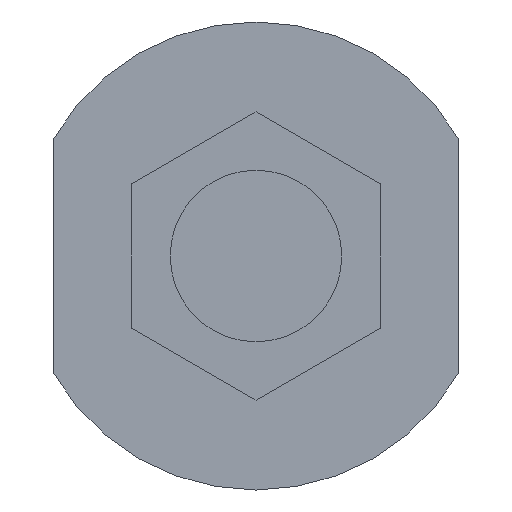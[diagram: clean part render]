
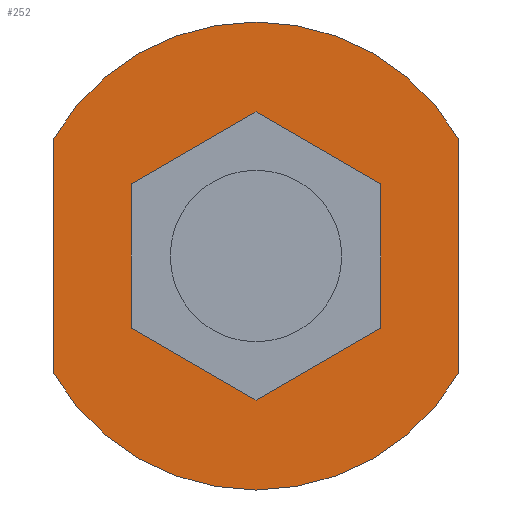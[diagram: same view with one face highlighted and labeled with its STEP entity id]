
A CAD part, front view. The second image highlights one B-rep face of the part: STEP entity #252.
In plain terms, the highlighted planar face has unit normal (0, -1, 0).
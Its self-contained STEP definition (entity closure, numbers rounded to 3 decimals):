
#19=FACE_BOUND('',#49,.T.);
#23=CIRCLE('',#271,7.5);
#24=CIRCLE('',#272,7.5);
#32=FACE_OUTER_BOUND('',#48,.T.);
#48=EDGE_LOOP('',(#180,#181,#182,#183));
#49=EDGE_LOOP('',(#184,#185,#186,#187,#188,#189));
#67=LINE('',#373,#91);
#70=LINE('',#384,#94);
#72=LINE('',#391,#96);
#73=LINE('',#393,#97);
#74=LINE('',#395,#98);
#75=LINE('',#397,#99);
#76=LINE('',#399,#100);
#77=LINE('',#400,#101);
#91=VECTOR('',#296,10.);
#94=VECTOR('',#301,10.);
#96=VECTOR('',#309,10.);
#97=VECTOR('',#310,10.);
#98=VECTOR('',#311,10.);
#99=VECTOR('',#312,10.);
#100=VECTOR('',#313,10.);
#101=VECTOR('',#314,10.);
#118=VERTEX_POINT('',#370);
#119=VERTEX_POINT('',#372);
#122=VERTEX_POINT('',#381);
#123=VERTEX_POINT('',#383);
#124=VERTEX_POINT('',#389);
#125=VERTEX_POINT('',#390);
#126=VERTEX_POINT('',#392);
#127=VERTEX_POINT('',#394);
#128=VERTEX_POINT('',#396);
#129=VERTEX_POINT('',#398);
#141=EDGE_CURVE('',#119,#118,#67,.T.);
#145=EDGE_CURVE('',#123,#122,#70,.T.);
#147=EDGE_CURVE('',#123,#118,#23,.T.);
#148=EDGE_CURVE('',#119,#122,#24,.T.);
#149=EDGE_CURVE('',#124,#125,#72,.T.);
#150=EDGE_CURVE('',#125,#126,#73,.T.);
#151=EDGE_CURVE('',#126,#127,#74,.T.);
#152=EDGE_CURVE('',#127,#128,#75,.T.);
#153=EDGE_CURVE('',#128,#129,#76,.T.);
#154=EDGE_CURVE('',#129,#124,#77,.T.);
#180=ORIENTED_EDGE('',*,*,#141,.T.);
#181=ORIENTED_EDGE('',*,*,#147,.F.);
#182=ORIENTED_EDGE('',*,*,#145,.T.);
#183=ORIENTED_EDGE('',*,*,#148,.F.);
#184=ORIENTED_EDGE('',*,*,#149,.T.);
#185=ORIENTED_EDGE('',*,*,#150,.T.);
#186=ORIENTED_EDGE('',*,*,#151,.T.);
#187=ORIENTED_EDGE('',*,*,#152,.T.);
#188=ORIENTED_EDGE('',*,*,#153,.T.);
#189=ORIENTED_EDGE('',*,*,#154,.T.);
#240=PLANE('',#270);
#252=ADVANCED_FACE('',(#32,#19),#240,.F.);
#270=AXIS2_PLACEMENT_3D('',#386,#303,#304);
#271=AXIS2_PLACEMENT_3D('',#387,#305,#306);
#272=AXIS2_PLACEMENT_3D('',#388,#307,#308);
#296=DIRECTION('',(0.,0.,1.));
#301=DIRECTION('',(0.,0.,-1.));
#303=DIRECTION('center_axis',(0.,1.,0.));
#304=DIRECTION('ref_axis',(1.,0.,0.));
#305=DIRECTION('center_axis',(0.,1.,0.));
#306=DIRECTION('ref_axis',(1.,0.,0.));
#307=DIRECTION('center_axis',(0.,1.,0.));
#308=DIRECTION('ref_axis',(1.,0.,0.));
#309=DIRECTION('',(0.866,0.,-0.5));
#310=DIRECTION('',(0.,0.,-1.));
#311=DIRECTION('',(-0.866,0.,-0.5));
#312=DIRECTION('',(-0.866,0.,0.5));
#313=DIRECTION('',(0.,0.,1.));
#314=DIRECTION('',(0.866,0.,0.5));
#370=CARTESIAN_POINT('',(6.5,0.,3.742));
#372=CARTESIAN_POINT('',(6.5,0.,-3.742));
#373=CARTESIAN_POINT('',(6.5,0.,-1.871));
#381=CARTESIAN_POINT('',(-6.5,0.,-3.742));
#383=CARTESIAN_POINT('',(-6.5,0.,3.742));
#384=CARTESIAN_POINT('',(-6.5,0.,1.871));
#386=CARTESIAN_POINT('Origin',(3.75,0.,0.));
#387=CARTESIAN_POINT('Origin',(0.,0.,0.));
#388=CARTESIAN_POINT('Origin',(0.,0.,0.));
#389=CARTESIAN_POINT('',(0.,0.,4.619));
#390=CARTESIAN_POINT('',(4.,0.,2.309));
#391=CARTESIAN_POINT('',(0.,0.,4.619));
#392=CARTESIAN_POINT('',(4.,0.,-2.309));
#393=CARTESIAN_POINT('',(4.,0.,2.309));
#394=CARTESIAN_POINT('',(0.,0.,-4.619));
#395=CARTESIAN_POINT('',(4.,0.,-2.309));
#396=CARTESIAN_POINT('',(-4.,0.,-2.309));
#397=CARTESIAN_POINT('',(0.,0.,-4.619));
#398=CARTESIAN_POINT('',(-4.,0.,2.309));
#399=CARTESIAN_POINT('',(-4.,0.,-2.309));
#400=CARTESIAN_POINT('',(-4.,0.,2.309));
